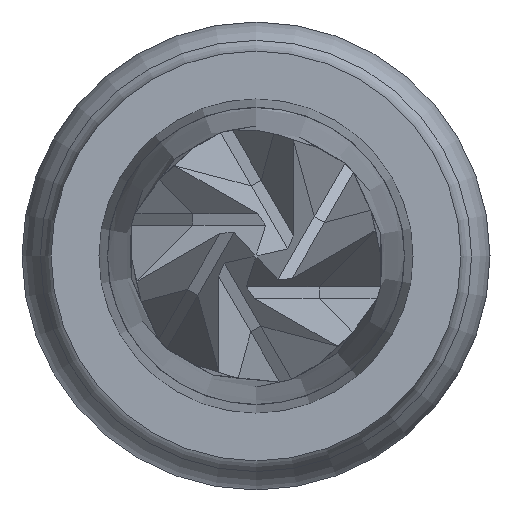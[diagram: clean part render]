
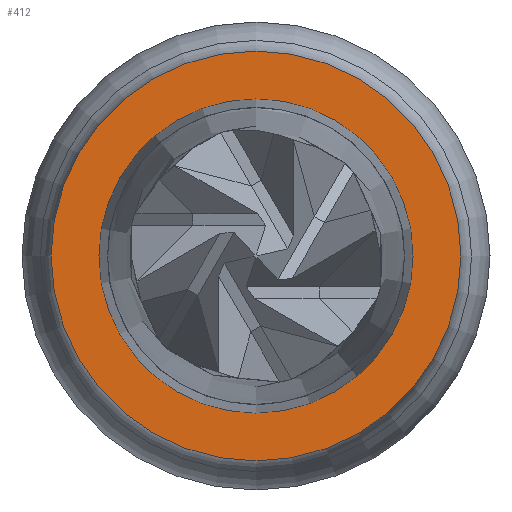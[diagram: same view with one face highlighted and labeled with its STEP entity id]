
A CAD part, left-side view. The second image highlights one B-rep face of the part: STEP entity #412.
In plain terms, the highlighted planar face has unit normal (-1, 0, 0).
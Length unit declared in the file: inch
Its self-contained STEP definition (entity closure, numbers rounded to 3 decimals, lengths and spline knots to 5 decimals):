
#197 = DIRECTION ( 'NONE',  ( -1., 0., 0. ) ) ;
#291 = CARTESIAN_POINT ( 'NONE',  ( 0., 0., 0.01349 ) ) ;
#405 = PLANE ( 'NONE',  #1450 ) ;
#412 = ADVANCED_FACE ( 'NONE', ( #953, #2412 ), #405, .T. ) ;
#790 = CIRCLE ( 'NONE', #1220, 0.0176 ) ;
#904 = CARTESIAN_POINT ( 'NONE',  ( 0., 0., -0.0176 ) ) ;
#953 = FACE_BOUND ( 'NONE', #1180, .T. ) ;
#1017 = DIRECTION ( 'NONE',  ( 0., 0., 1. ) ) ;
#1021 = DIRECTION ( 'NONE',  ( -1., 0., 0. ) ) ;
#1036 = DIRECTION ( 'NONE',  ( 0., 0., 1. ) ) ;
#1158 = ORIENTED_EDGE ( 'NONE', *, *, #1545, .F. ) ;
#1180 = EDGE_LOOP ( 'NONE', ( #1158 ) ) ;
#1205 = AXIS2_PLACEMENT_3D ( 'NONE', #1614, #197, #1017 ) ;
#1220 = AXIS2_PLACEMENT_3D ( 'NONE', #1404, #1390, #2447 ) ;
#1390 = DIRECTION ( 'NONE',  ( 1., 0., 0. ) ) ;
#1404 = CARTESIAN_POINT ( 'NONE',  ( 0., 0., 0. ) ) ;
#1450 = AXIS2_PLACEMENT_3D ( 'NONE', #2311, #1021, #1036 ) ;
#1472 = VERTEX_POINT ( 'NONE', #904 ) ;
#1545 = EDGE_CURVE ( 'NONE', #2349, #2349, #1813, .T. ) ;
#1583 = ORIENTED_EDGE ( 'NONE', *, *, #2145, .F. ) ;
#1614 = CARTESIAN_POINT ( 'NONE',  ( 0., 0., 0. ) ) ;
#1813 = CIRCLE ( 'NONE', #1205, 0.01349 ) ;
#2145 = EDGE_CURVE ( 'NONE', #1472, #1472, #790, .T. ) ;
#2311 = CARTESIAN_POINT ( 'NONE',  ( 0., 0.0165, 0. ) ) ;
#2349 = VERTEX_POINT ( 'NONE', #291 ) ;
#2412 = FACE_OUTER_BOUND ( 'NONE', #2659, .T. ) ;
#2447 = DIRECTION ( 'NONE',  ( 0., 0., -1. ) ) ;
#2659 = EDGE_LOOP ( 'NONE', ( #1583 ) ) ;
